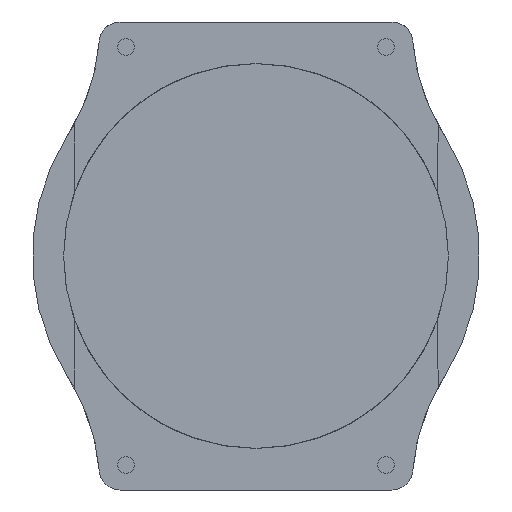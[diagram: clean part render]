
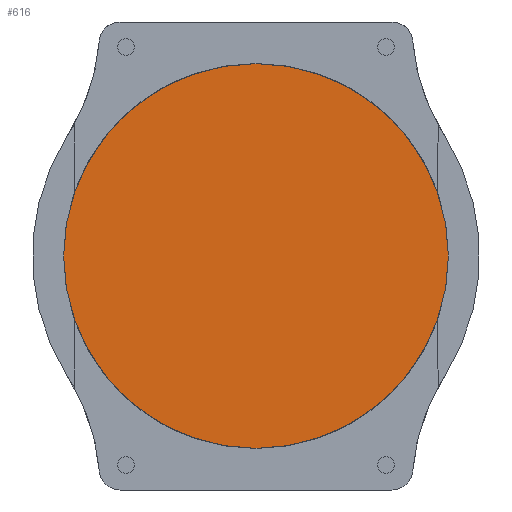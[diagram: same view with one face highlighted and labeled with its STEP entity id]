
A CAD part, front view. The second image highlights one B-rep face of the part: STEP entity #616.
In plain terms, the highlighted planar face has unit normal (0, -1, 0).
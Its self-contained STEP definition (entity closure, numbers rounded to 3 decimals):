
#378 = CIRCLE ( 'NONE', #1838, 9.25 ) ;
#515 = DIRECTION ( 'NONE',  ( 0., -1., 0. ) ) ;
#616 = ADVANCED_FACE ( 'NONE', ( #2702 ), #5469, .T. ) ;
#631 = CARTESIAN_POINT ( 'NONE',  ( 0., 2.01, 0. ) ) ;
#1077 = DIRECTION ( 'NONE',  ( 0., -1., 0. ) ) ;
#1082 = ORIENTED_EDGE ( 'NONE', *, *, #3789, .T. ) ;
#1185 = EDGE_LOOP ( 'NONE', ( #3934, #1082 ) ) ;
#1584 = AXIS2_PLACEMENT_3D ( 'NONE', #631, #1077, #2403 ) ;
#1596 = VERTEX_POINT ( 'NONE', #4022 ) ;
#1783 = CARTESIAN_POINT ( 'NONE',  ( 0., 2.01, 0. ) ) ;
#1838 = AXIS2_PLACEMENT_3D ( 'NONE', #1783, #3527, #3074 ) ;
#2368 = CIRCLE ( 'NONE', #5543, 9.25 ) ;
#2403 = DIRECTION ( 'NONE',  ( 0., 0., -1. ) ) ;
#2702 = FACE_OUTER_BOUND ( 'NONE', #1185, .T. ) ;
#3074 = DIRECTION ( 'NONE',  ( 0., 0., -1. ) ) ;
#3227 = CARTESIAN_POINT ( 'NONE',  ( 0., 2.01, 0. ) ) ;
#3527 = DIRECTION ( 'NONE',  ( 0., -1., 0. ) ) ;
#3789 = EDGE_CURVE ( 'NONE', #1596, #5022, #378, .T. ) ;
#3934 = ORIENTED_EDGE ( 'NONE', *, *, #4135, .T. ) ;
#4022 = CARTESIAN_POINT ( 'NONE',  ( 0., 2.01, 9.25 ) ) ;
#4135 = EDGE_CURVE ( 'NONE', #5022, #1596, #2368, .T. ) ;
#4855 = CARTESIAN_POINT ( 'NONE',  ( 0., 2.01, -9.25 ) ) ;
#5022 = VERTEX_POINT ( 'NONE', #4855 ) ;
#5318 = DIRECTION ( 'NONE',  ( 0., 0., -1. ) ) ;
#5469 = PLANE ( 'NONE',  #1584 ) ;
#5543 = AXIS2_PLACEMENT_3D ( 'NONE', #3227, #515, #5318 ) ;
